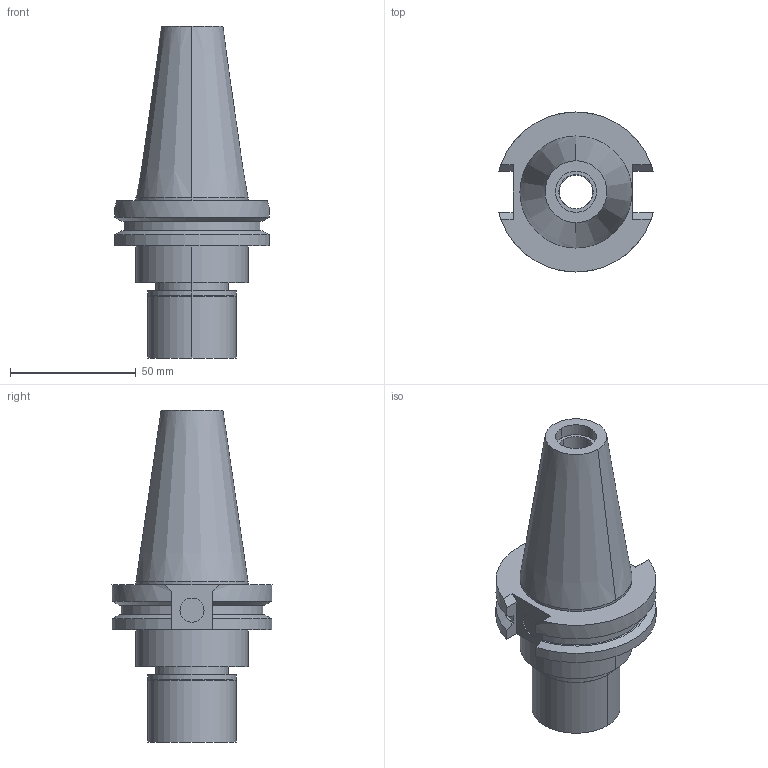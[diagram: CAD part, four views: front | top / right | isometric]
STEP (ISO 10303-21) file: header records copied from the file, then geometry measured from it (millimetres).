
FILE_DESCRIPTION (( 'STEP AP203' ), '1' );
FILE_NAME ('BCV40-MEGA13N-2_5.stp', '2019-06-24T18:56:00', ( '' ), ( '' ), 'SwSTEP 2.0', 'SolidWorks 2019', '' );
FILE_SCHEMA (( 'CONFIG_CONTROL_DESIGN' ));
Length unit declared in the file: millimetre
Products named in the file (7): BCV40-MEGA13N-2_5; BCV40-MEGA13N-2_5-130.stp; BCV40-MEGA13N-2_5-130-FreeParts; BCV40-MEGA13N-2_5_1.stp; MGN13_1.stp; BCV40MN13025-130_ASM.stp; DXF_TEMP_ASSY_ASM_4_ASM.stp
Assembly tree (5 placements, depth 5):
  BCV40-MEGA13N-2_5
    BCV40-MEGA13N-2_5-130.stp
      BCV40MN13025-130_ASM.stp
        DXF_TEMP_ASSY_ASM_4_ASM.stp
          BCV40-MEGA13N-2_5_1.stp
          MGN13_1.stp
  BCV40-MEGA13N-2_5-130-FreeParts
Bounding box: 61.35 x 63.5 x 131.75 mm (x, y, z)
Volume: 143164.2 mm3; surface area: 32446 mm2
Topology: 2 solids, 2 shells, 83 faces, 188 edges, 122 vertices
Faces by surface type: cylinder 40, plane 31, cone 12
Entity records: 3098 total; most frequent: DIRECTION 454, CARTESIAN_POINT 448, ORIENTED_EDGE 376, EDGE_CURVE 188, AXIS2_PLACEMENT_3D 184, VERTEX_POINT 122, EDGE_LOOP 100, CIRCLE 90
